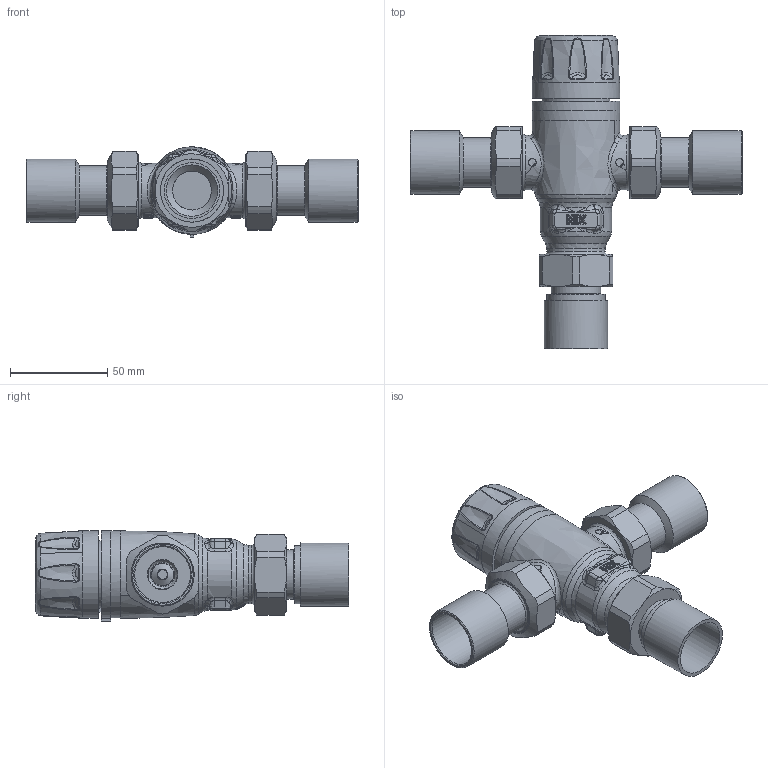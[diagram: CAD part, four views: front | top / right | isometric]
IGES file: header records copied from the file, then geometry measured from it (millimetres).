
Global section: file name: 521609AC_Simplify_1; native system: Autodesk Inventor 2025; preprocessor: unknown; author: ischreiner; date: 20250729.155714; units: inch
Bounding box: 171 x 161.43 x 46.48 mm (x, y, z)
Volume: 249622.4 mm3; surface area: 69257.3 mm2
Topology: 8 solids, 8 shells, 1841 faces, 4583 edges, 2727 vertices
Faces by surface type: bspline 1841
